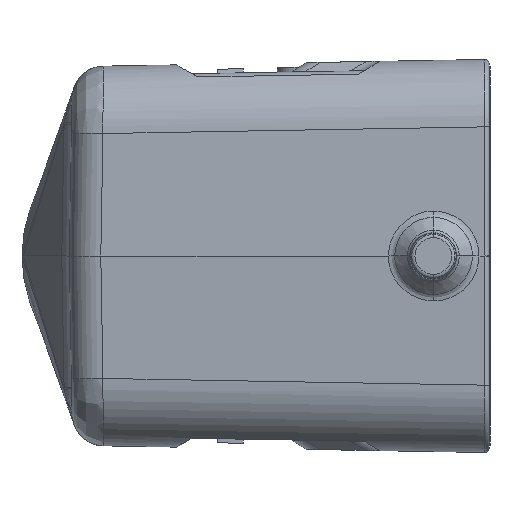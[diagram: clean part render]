
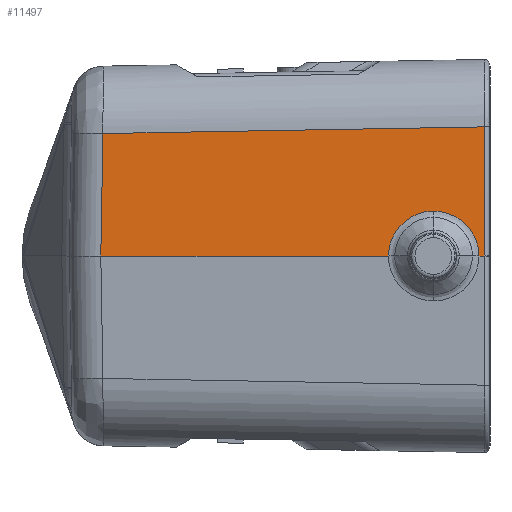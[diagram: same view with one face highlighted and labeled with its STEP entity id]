
A CAD part, left-side view. The second image highlights one B-rep face of the part: STEP entity #11497.
In plain terms, the highlighted planar face has unit normal (-1, 0.018, 0.017).
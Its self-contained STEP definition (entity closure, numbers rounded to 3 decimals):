
#2393=DIRECTION('',(-0.017,0.,-1.));
#2394=VECTOR('',#2393,14.124);
#2395=CARTESIAN_POINT('',(-29.743,70.608,14.121));
#2396=LINE('',#2395,#2394);
#2595=DIRECTION('',(0.017,1.,0.));
#2596=VECTOR('',#2595,0.598);
#2597=CARTESIAN_POINT('',(-29.989,70.61,
0.));
#2598=LINE('',#2597,#2596);
#2607=DIRECTION('',(0.017,1.,0.));
#2608=VECTOR('',#2607,31.455);
#2609=CARTESIAN_POINT('',(-29.806,81.112,
0.));
#2610=LINE('',#2609,#2608);
#2633=DIRECTION('',(0.017,1.,-0.017));
#2634=VECTOR('',#2633,41.732);
#2635=CARTESIAN_POINT('',(-29.743,70.608,14.121));
#2636=LINE('',#2635,#2634);
#2637=CARTESIAN_POINT('',(-29.807,76.166,4.912));
#2638=CARTESIAN_POINT('',(-29.813,75.788,4.911));
#2639=CARTESIAN_POINT('',(-29.827,75.056,4.83));
#2640=CARTESIAN_POINT('',(-29.852,74.002,4.463));
#2641=CARTESIAN_POINT('',(-29.879,73.061,3.875));
#2642=CARTESIAN_POINT('',(-29.906,72.274,3.095));
#2643=CARTESIAN_POINT('',(-29.933,71.677,2.16));
#2644=CARTESIAN_POINT('',(-29.958,71.3,1.109));
#2645=CARTESIAN_POINT('',(-29.972,71.213,
0.378));
#2646=CARTESIAN_POINT('',(-29.979,71.208,
0.));
#2648=CARTESIAN_POINT('',(-29.806,81.112,
0.));
#2649=CARTESIAN_POINT('',(-29.8,81.107,
0.377));
#2650=CARTESIAN_POINT('',(-29.788,81.02,1.107));
#2651=CARTESIAN_POINT('',(-29.777,80.644,2.157));
#2652=CARTESIAN_POINT('',(-29.771,80.049,3.091));
#2653=CARTESIAN_POINT('',(-29.771,79.264,3.871));
#2654=CARTESIAN_POINT('',(-29.777,78.326,4.459));
#2655=CARTESIAN_POINT('',(-29.789,77.274,4.828));
#2656=CARTESIAN_POINT('',(-29.8,76.543,4.91));
#2657=CARTESIAN_POINT('',(-29.807,76.166,4.912));
#2659=DIRECTION('',(-0.017,0.017,-1.));
#2660=VECTOR('',#2659,13.397);
#2661=CARTESIAN_POINT('',(-29.027,112.328,13.393));
#2662=LINE('',#2661,#2660);
#5531=CARTESIAN_POINT('',(-29.979,71.208,
0.));
#5571=CARTESIAN_POINT('',(-29.806,81.112,
0.));
#5582=CARTESIAN_POINT('',(-29.807,76.166,4.912));
#6502=CARTESIAN_POINT('',(-29.027,112.328,13.393));
#6504=VERTEX_POINT('',#6502);
#6508=VERTEX_POINT('',#5571);
#6511=VERTEX_POINT('',#5582);
#6521=VERTEX_POINT('',#5531);
#6530=CARTESIAN_POINT('',(-29.743,70.608,14.121));
#6531=VERTEX_POINT('',#6530);
#6532=CARTESIAN_POINT('',(-29.257,112.562,
0.));
#6533=VERTEX_POINT('',#6532);
#6534=CARTESIAN_POINT('',(-29.989,70.61,
0.));
#6535=VERTEX_POINT('',#6534);
#11479=CARTESIAN_POINT('',(-29.607,70.,22.544));
#11480=DIRECTION('',(-1.,0.017,0.017));
#11481=DIRECTION('',(0.017,1.,0.));
#11482=AXIS2_PLACEMENT_3D('',#11479,#11480,#11481);
#11483=PLANE('',#11482);
#11485=ORIENTED_EDGE('',*,*,#11484,.F.);
#11486=ORIENTED_EDGE('',*,*,#11129,.T.);
#11487=ORIENTED_EDGE('',*,*,#11464,.T.);
#11489=ORIENTED_EDGE('',*,*,#11488,.F.);
#11491=ORIENTED_EDGE('',*,*,#11490,.F.);
#11492=ORIENTED_EDGE('',*,*,#11470,.T.);
#11494=ORIENTED_EDGE('',*,*,#11493,.F.);
#11495=EDGE_LOOP('',(#11485,#11486,#11487,#11489,#11491,#11492,#11494));
#11496=FACE_OUTER_BOUND('',#11495,.F.);
#11497=ADVANCED_FACE('',(#11496),#11483,.T.);
#2647=B_SPLINE_CURVE_WITH_KNOTS('',3,(#2637,#2638,#2639,#2640,#2641,#2642,#2643,
#2644,#2645,#2646),.UNSPECIFIED.,.F.,.F.,(4,1,1,1,1,1,1,4),(0.,
0.143,0.286,0.429,0.571,
0.714,0.857,1.),.UNSPECIFIED.);
#2658=B_SPLINE_CURVE_WITH_KNOTS('',3,(#2648,#2649,#2650,#2651,#2652,#2653,#2654,
#2655,#2656,#2657),.UNSPECIFIED.,.F.,.F.,(4,1,1,1,1,1,1,4),(0.,
0.143,0.286,0.429,0.571,
0.714,0.857,1.),.UNSPECIFIED.);
#11129=EDGE_CURVE('',#6531,#6535,#2396,.T.);
#11464=EDGE_CURVE('',#6535,#6521,#2598,.T.);
#11470=EDGE_CURVE('',#6508,#6533,#2610,.T.);
#11484=EDGE_CURVE('',#6531,#6504,#2636,.T.);
#11488=EDGE_CURVE('',#6511,#6521,#2647,.T.);
#11490=EDGE_CURVE('',#6508,#6511,#2658,.T.);
#11493=EDGE_CURVE('',#6504,#6533,#2662,.T.);
